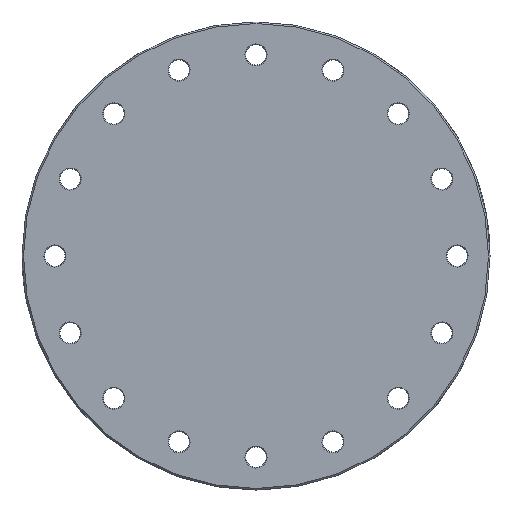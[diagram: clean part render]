
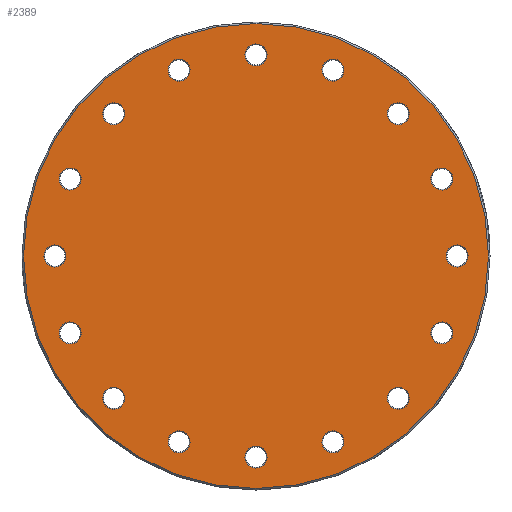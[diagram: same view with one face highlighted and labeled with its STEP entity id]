
A CAD part, front view. The second image highlights one B-rep face of the part: STEP entity #2389.
In plain terms, the highlighted planar face has unit normal (0, -1, 0).
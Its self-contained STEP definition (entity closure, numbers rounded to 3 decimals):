
#417=PLANE('',#2565);
#452=FACE_BOUND('',#703,.T.);
#453=FACE_BOUND('',#704,.T.);
#454=FACE_BOUND('',#705,.T.);
#455=FACE_BOUND('',#706,.T.);
#456=FACE_BOUND('',#707,.T.);
#457=FACE_BOUND('',#708,.T.);
#458=FACE_BOUND('',#709,.T.);
#459=FACE_BOUND('',#710,.T.);
#460=FACE_BOUND('',#711,.T.);
#461=FACE_BOUND('',#712,.T.);
#462=FACE_BOUND('',#713,.T.);
#463=FACE_BOUND('',#714,.T.);
#464=FACE_BOUND('',#715,.T.);
#465=FACE_BOUND('',#716,.T.);
#466=FACE_BOUND('',#717,.T.);
#467=FACE_BOUND('',#718,.T.);
#547=FACE_OUTER_BOUND('',#702,.T.);
#702=EDGE_LOOP('',(#1675));
#703=EDGE_LOOP('',(#1676));
#704=EDGE_LOOP('',(#1677));
#705=EDGE_LOOP('',(#1678));
#706=EDGE_LOOP('',(#1679));
#707=EDGE_LOOP('',(#1680));
#708=EDGE_LOOP('',(#1681));
#709=EDGE_LOOP('',(#1682));
#710=EDGE_LOOP('',(#1683));
#711=EDGE_LOOP('',(#1684));
#712=EDGE_LOOP('',(#1685));
#713=EDGE_LOOP('',(#1686));
#714=EDGE_LOOP('',(#1687));
#715=EDGE_LOOP('',(#1688));
#716=EDGE_LOOP('',(#1689));
#717=EDGE_LOOP('',(#1690));
#718=EDGE_LOOP('',(#1691));
#949=CIRCLE('',#2563,75.3);
#951=CIRCLE('',#2566,3.574);
#952=CIRCLE('',#2567,3.574);
#953=CIRCLE('',#2568,3.574);
#954=CIRCLE('',#2569,3.574);
#955=CIRCLE('',#2570,3.574);
#956=CIRCLE('',#2571,3.574);
#957=CIRCLE('',#2572,3.574);
#958=CIRCLE('',#2573,3.574);
#959=CIRCLE('',#2574,3.574);
#960=CIRCLE('',#2575,3.574);
#961=CIRCLE('',#2576,3.574);
#962=CIRCLE('',#2577,3.574);
#963=CIRCLE('',#2578,3.574);
#964=CIRCLE('',#2579,3.574);
#965=CIRCLE('',#2580,3.574);
#966=CIRCLE('',#2581,3.574);
#1084=VERTEX_POINT('',#3389);
#1086=VERTEX_POINT('',#3394);
#1087=VERTEX_POINT('',#3396);
#1088=VERTEX_POINT('',#3398);
#1089=VERTEX_POINT('',#3400);
#1090=VERTEX_POINT('',#3402);
#1091=VERTEX_POINT('',#3404);
#1092=VERTEX_POINT('',#3406);
#1093=VERTEX_POINT('',#3408);
#1094=VERTEX_POINT('',#3410);
#1095=VERTEX_POINT('',#3412);
#1096=VERTEX_POINT('',#3414);
#1097=VERTEX_POINT('',#3416);
#1098=VERTEX_POINT('',#3418);
#1099=VERTEX_POINT('',#3420);
#1100=VERTEX_POINT('',#3422);
#1101=VERTEX_POINT('',#3424);
#1334=EDGE_CURVE('',#1084,#1084,#949,.T.);
#1336=EDGE_CURVE('',#1086,#1086,#951,.T.);
#1337=EDGE_CURVE('',#1087,#1087,#952,.T.);
#1338=EDGE_CURVE('',#1088,#1088,#953,.T.);
#1339=EDGE_CURVE('',#1089,#1089,#954,.T.);
#1340=EDGE_CURVE('',#1090,#1090,#955,.T.);
#1341=EDGE_CURVE('',#1091,#1091,#956,.T.);
#1342=EDGE_CURVE('',#1092,#1092,#957,.T.);
#1343=EDGE_CURVE('',#1093,#1093,#958,.T.);
#1344=EDGE_CURVE('',#1094,#1094,#959,.T.);
#1345=EDGE_CURVE('',#1095,#1095,#960,.T.);
#1346=EDGE_CURVE('',#1096,#1096,#961,.T.);
#1347=EDGE_CURVE('',#1097,#1097,#962,.T.);
#1348=EDGE_CURVE('',#1098,#1098,#963,.T.);
#1349=EDGE_CURVE('',#1099,#1099,#964,.T.);
#1350=EDGE_CURVE('',#1100,#1100,#965,.T.);
#1351=EDGE_CURVE('',#1101,#1101,#966,.T.);
#1675=ORIENTED_EDGE('',*,*,#1334,.F.);
#1676=ORIENTED_EDGE('',*,*,#1336,.F.);
#1677=ORIENTED_EDGE('',*,*,#1337,.F.);
#1678=ORIENTED_EDGE('',*,*,#1338,.F.);
#1679=ORIENTED_EDGE('',*,*,#1339,.F.);
#1680=ORIENTED_EDGE('',*,*,#1340,.F.);
#1681=ORIENTED_EDGE('',*,*,#1341,.F.);
#1682=ORIENTED_EDGE('',*,*,#1342,.F.);
#1683=ORIENTED_EDGE('',*,*,#1343,.F.);
#1684=ORIENTED_EDGE('',*,*,#1344,.F.);
#1685=ORIENTED_EDGE('',*,*,#1345,.F.);
#1686=ORIENTED_EDGE('',*,*,#1346,.F.);
#1687=ORIENTED_EDGE('',*,*,#1347,.F.);
#1688=ORIENTED_EDGE('',*,*,#1348,.F.);
#1689=ORIENTED_EDGE('',*,*,#1349,.F.);
#1690=ORIENTED_EDGE('',*,*,#1350,.F.);
#1691=ORIENTED_EDGE('',*,*,#1351,.F.);
#2389=ADVANCED_FACE('',(#547,#452,#453,#454,#455,#456,#457,#458,#459,#460,
#461,#462,#463,#464,#465,#466,#467),#417,.T.);
#2563=AXIS2_PLACEMENT_3D('',#3390,#2802,#2803);
#2565=AXIS2_PLACEMENT_3D('',#3393,#2806,#2807);
#2566=AXIS2_PLACEMENT_3D('',#3395,#2808,#2809);
#2567=AXIS2_PLACEMENT_3D('',#3397,#2810,#2811);
#2568=AXIS2_PLACEMENT_3D('',#3399,#2812,#2813);
#2569=AXIS2_PLACEMENT_3D('',#3401,#2814,#2815);
#2570=AXIS2_PLACEMENT_3D('',#3403,#2816,#2817);
#2571=AXIS2_PLACEMENT_3D('',#3405,#2818,#2819);
#2572=AXIS2_PLACEMENT_3D('',#3407,#2820,#2821);
#2573=AXIS2_PLACEMENT_3D('',#3409,#2822,#2823);
#2574=AXIS2_PLACEMENT_3D('',#3411,#2824,#2825);
#2575=AXIS2_PLACEMENT_3D('',#3413,#2826,#2827);
#2576=AXIS2_PLACEMENT_3D('',#3415,#2828,#2829);
#2577=AXIS2_PLACEMENT_3D('',#3417,#2830,#2831);
#2578=AXIS2_PLACEMENT_3D('',#3419,#2832,#2833);
#2579=AXIS2_PLACEMENT_3D('',#3421,#2834,#2835);
#2580=AXIS2_PLACEMENT_3D('',#3423,#2836,#2837);
#2581=AXIS2_PLACEMENT_3D('',#3425,#2838,#2839);
#2802=DIRECTION('center_axis',(0.,1.,0.));
#2803=DIRECTION('ref_axis',(1.,0.,0.));
#2806=DIRECTION('center_axis',(0.,-1.,0.));
#2807=DIRECTION('ref_axis',(0.,0.,-1.));
#2808=DIRECTION('center_axis',(0.,-1.,0.));
#2809=DIRECTION('ref_axis',(0.924,0.,0.383));
#2810=DIRECTION('center_axis',(0.,-1.,0.));
#2811=DIRECTION('ref_axis',(0.383,0.,0.924));
#2812=DIRECTION('center_axis',(0.,-1.,0.));
#2813=DIRECTION('ref_axis',(-0.383,0.,0.924));
#2814=DIRECTION('center_axis',(0.,-1.,0.));
#2815=DIRECTION('ref_axis',(-0.924,0.,0.383));
#2816=DIRECTION('center_axis',(0.,-1.,0.));
#2817=DIRECTION('ref_axis',(-0.924,0.,-0.383));
#2818=DIRECTION('center_axis',(0.,-1.,0.));
#2819=DIRECTION('ref_axis',(-0.383,0.,-0.924));
#2820=DIRECTION('center_axis',(0.,-1.,0.));
#2821=DIRECTION('ref_axis',(0.383,0.,-0.924));
#2822=DIRECTION('center_axis',(0.,-1.,0.));
#2823=DIRECTION('ref_axis',(0.924,0.,-0.383));
#2824=DIRECTION('center_axis',(0.,-1.,0.));
#2825=DIRECTION('ref_axis',(1.,0.,0.));
#2826=DIRECTION('center_axis',(0.,-1.,0.));
#2827=DIRECTION('ref_axis',(0.707,0.,-0.707));
#2828=DIRECTION('center_axis',(0.,-1.,0.));
#2829=DIRECTION('ref_axis',(0.,0.,-1.));
#2830=DIRECTION('center_axis',(0.,-1.,0.));
#2831=DIRECTION('ref_axis',(-0.707,0.,-0.707));
#2832=DIRECTION('center_axis',(0.,-1.,0.));
#2833=DIRECTION('ref_axis',(-1.,0.,0.));
#2834=DIRECTION('center_axis',(0.,-1.,0.));
#2835=DIRECTION('ref_axis',(-0.707,0.,0.707));
#2836=DIRECTION('center_axis',(0.,-1.,0.));
#2837=DIRECTION('ref_axis',(0.,0.,1.));
#2838=DIRECTION('center_axis',(0.,-1.,0.));
#2839=DIRECTION('ref_axis',(0.707,0.,0.707));
#3389=CARTESIAN_POINT('',(-75.3,0.,0.));
#3390=CARTESIAN_POINT('Origin',(0.,0.,0.));
#3393=CARTESIAN_POINT('Origin',(-75.8,0.,0.));
#3394=CARTESIAN_POINT('',(21.63,0.,-61.558));
#3395=CARTESIAN_POINT('Origin',(24.932,0.,
-60.191));
#3396=CARTESIAN_POINT('',(58.823,0.,-28.233));
#3397=CARTESIAN_POINT('Origin',(60.191,0.,
-24.932));
#3398=CARTESIAN_POINT('',(61.558,0.,21.63));
#3399=CARTESIAN_POINT('Origin',(60.191,0.,
24.932));
#3400=CARTESIAN_POINT('',(28.233,0.,58.823));
#3401=CARTESIAN_POINT('Origin',(24.932,0.,
60.191));
#3402=CARTESIAN_POINT('',(-21.63,0.,61.558));
#3403=CARTESIAN_POINT('Origin',(-24.932,0.,
60.191));
#3404=CARTESIAN_POINT('',(-58.823,0.,28.233));
#3405=CARTESIAN_POINT('Origin',(-60.191,0.,
24.932));
#3406=CARTESIAN_POINT('',(-61.558,0.,-21.63));
#3407=CARTESIAN_POINT('Origin',(-60.191,0.,
-24.932));
#3408=CARTESIAN_POINT('',(-28.233,0.,-58.823));
#3409=CARTESIAN_POINT('Origin',(-24.932,0.,
-60.191));
#3410=CARTESIAN_POINT('',(-3.574,0.,-65.15));
#3411=CARTESIAN_POINT('Origin',(0.,0.,-65.15));
#3412=CARTESIAN_POINT('',(-48.595,0.,-43.541));
#3413=CARTESIAN_POINT('Origin',(-46.068,0.,
-46.068));
#3414=CARTESIAN_POINT('',(-65.15,0.,3.573));
#3415=CARTESIAN_POINT('Origin',(-65.15,0.,0.));
#3416=CARTESIAN_POINT('',(-43.541,0.,48.595));
#3417=CARTESIAN_POINT('Origin',(-46.068,0.,
46.068));
#3418=CARTESIAN_POINT('',(3.573,0.,65.15));
#3419=CARTESIAN_POINT('Origin',(0.,0.,
65.15));
#3420=CARTESIAN_POINT('',(48.595,0.,43.541));
#3421=CARTESIAN_POINT('Origin',(46.068,0.,
46.068));
#3422=CARTESIAN_POINT('',(65.15,0.,-3.573));
#3423=CARTESIAN_POINT('Origin',(65.15,0.,0.));
#3424=CARTESIAN_POINT('',(43.541,0.,-48.595));
#3425=CARTESIAN_POINT('Origin',(46.068,0.,
-46.068));
